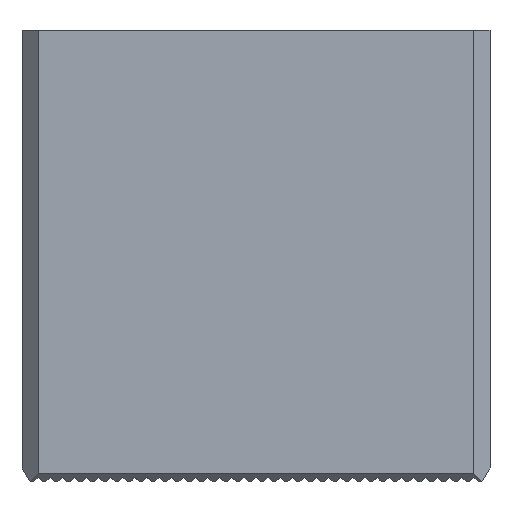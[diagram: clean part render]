
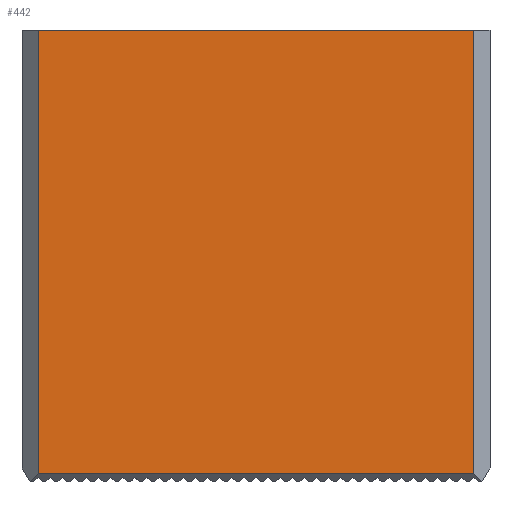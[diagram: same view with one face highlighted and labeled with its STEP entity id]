
A CAD part, left-side view. The second image highlights one B-rep face of the part: STEP entity #442.
In plain terms, the highlighted planar face has unit normal (-1, 0, 0).
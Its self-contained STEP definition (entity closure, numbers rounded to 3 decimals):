
#442=ADVANCED_FACE('',(#1135),#793,.T.);
#793=PLANE('',#7666);
#1135=FACE_OUTER_BOUND('',#1491,.T.);
#1491=EDGE_LOOP('',(#2836,#2837,#2838,#2839));
#2836=ORIENTED_EDGE('',*,*,#4886,.T.);
#2837=ORIENTED_EDGE('',*,*,#5437,.T.);
#2838=ORIENTED_EDGE('',*,*,#5415,.F.);
#2839=ORIENTED_EDGE('',*,*,#5438,.T.);
#4143=VERTEX_POINT('',#10576);
#4144=VERTEX_POINT('',#10578);
#4499=VERTEX_POINT('',#11570);
#4500=VERTEX_POINT('',#11572);
#4886=EDGE_CURVE('',#4144,#4143,#5929,.T.);
#5415=EDGE_CURVE('',#4499,#4500,#6317,.T.);
#5437=EDGE_CURVE('',#4143,#4500,#6337,.T.);
#5438=EDGE_CURVE('',#4499,#4144,#6338,.T.);
#5929=LINE('',#10577,#6788);
#6317=LINE('',#11571,#7176);
#6337=LINE('',#11608,#7196);
#6338=LINE('',#11609,#7197);
#6788=VECTOR('',#8347,1.);
#7176=VECTOR('',#9235,1.);
#7196=VECTOR('',#9265,1.);
#7197=VECTOR('',#9266,1.);
#7666=AXIS2_PLACEMENT_3D('',#11610,#9267,#9268);
#8347=DIRECTION('',(0.,-1.,0.));
#9235=DIRECTION('',(0.,-1.,0.));
#9265=DIRECTION('',(0.,0.,1.));
#9266=DIRECTION('',(0.,0.,-1.));
#9267=DIRECTION('',(-1.,0.,0.));
#9268=DIRECTION('',(0.,-1.,0.));
#10576=CARTESIAN_POINT('',(-11.,-27.,0.825));
#10577=CARTESIAN_POINT('',(-11.,29.,0.825));
#10578=CARTESIAN_POINT('',(-11.,27.,0.825));
#11570=CARTESIAN_POINT('',(-11.,27.,55.825));
#11571=CARTESIAN_POINT('',(-11.,29.,55.825));
#11572=CARTESIAN_POINT('',(-11.,-27.,55.825));
#11608=CARTESIAN_POINT('',(-11.,-27.,27.825));
#11609=CARTESIAN_POINT('',(-11.,27.,27.825));
#11610=CARTESIAN_POINT('',(-11.,29.,27.825));
